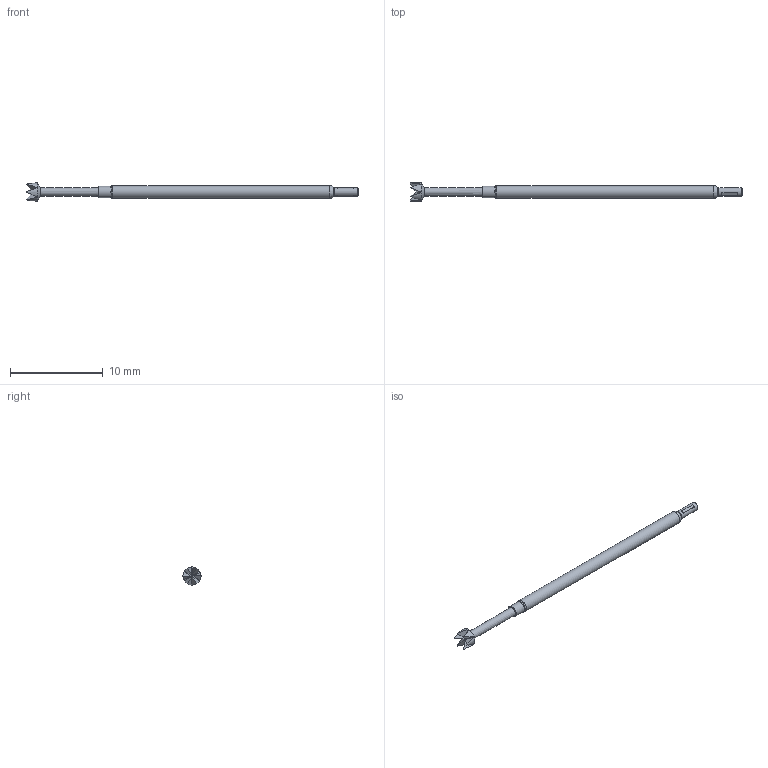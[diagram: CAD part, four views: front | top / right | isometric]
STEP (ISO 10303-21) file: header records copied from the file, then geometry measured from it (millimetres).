
FILE_DESCRIPTION (( 'STEP AP214' ), '1' );
FILE_NAME ('X75-2556.STEP', '2021-10-07T16:03:08', ( '' ), ( '' ), 'SwSTEP 2.0', 'SolidWorks 2020', '' );
FILE_SCHEMA (( 'AUTOMOTIVE_DESIGN' ));
Length unit declared in the file: inch
Products named in the file (1): X75-2556
Bounding box: 35.81 x 1.96 x 1.96 mm (x, y, z)
Volume: 45 mm3; surface area: 150.3 mm2
Topology: 1 solids, 2 shells, 66 faces, 165 edges, 106 vertices
Faces by surface type: plane 24, bspline 18, cylinder 12, cone 6, torus 6
Full cylindrical faces by diameter (mm): 0.762 x1, 0.922 x1, 1.118 x1, 1.232 x1, 1.367 x1, 1.956 x1
Entity records: 5368 total; most frequent: CARTESIAN_POINT 3676, ORIENTED_EDGE 284, DIRECTION 198, EDGE_CURVE 142, VERTEX_POINT 101, EDGE_LOOP 89, AXIS2_PLACEMENT_3D 87, FACE_OUTER_BOUND 78
